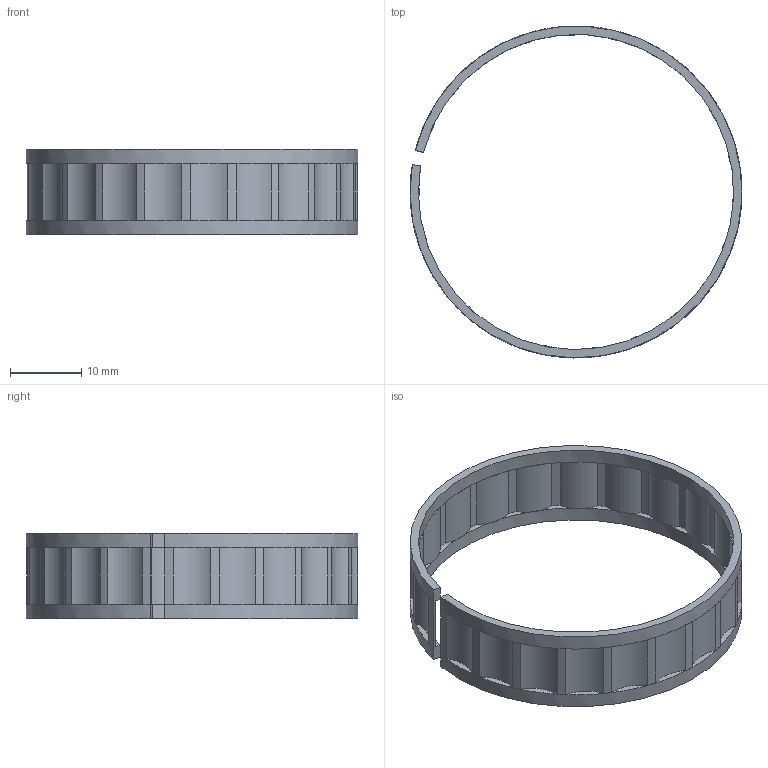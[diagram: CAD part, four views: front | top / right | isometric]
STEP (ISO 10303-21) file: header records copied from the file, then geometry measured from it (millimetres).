
FILE_DESCRIPTION( ( 'STEP AP214' ), '1' );
FILE_NAME( 'K0766.045.stp', '2020-12-10T08:55:50', ( '' ), ( '' ), ' ', 'PARTsolutions', ' ' );
FILE_SCHEMA( ( 'AUTOMOTIVE_DESIGN { 1 0 10303 214 1 1 1 1 }' ) );
Length unit declared in the file: millimetre
Products named in the file (1): _K0766.045
Bounding box: 46.67 x 46.67 x 12 mm (x, y, z)
Volume: 1128.8 mm3; surface area: 4081.7 mm2
Topology: 1 solids, 1 shells, 190 faces, 476 edges, 288 vertices
Faces by surface type: plane 96, cylinder 94
Entity records: 7336 total; most frequent: DIRECTION 1222, CARTESIAN_POINT 955, ORIENTED_EDGE 952, AXIS2_PLACEMENT_3D 555, EDGE_CURVE 476, CIRCLE 364, VERTEX_POINT 288, STYLED_ITEM 190
